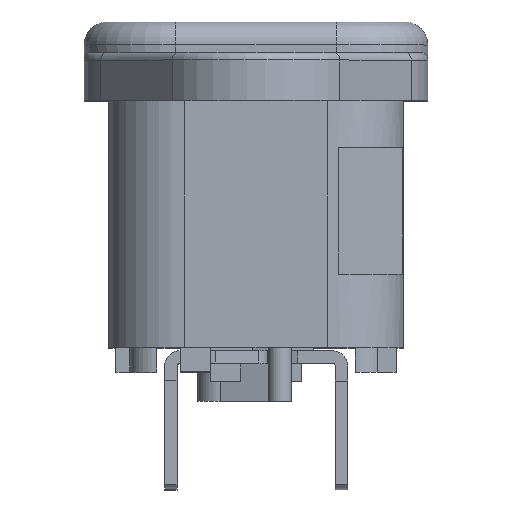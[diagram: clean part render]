
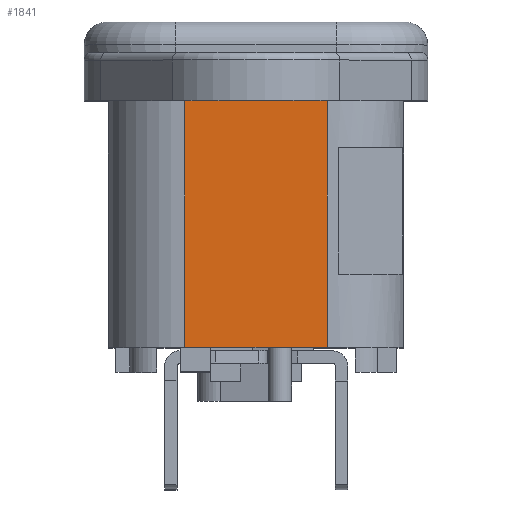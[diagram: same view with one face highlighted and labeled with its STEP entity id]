
A CAD part, top view. The second image highlights one B-rep face of the part: STEP entity #1841.
In plain terms, the highlighted planar face has unit normal (0, 0, 1).
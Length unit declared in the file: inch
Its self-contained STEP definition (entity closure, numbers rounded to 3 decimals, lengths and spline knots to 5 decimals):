
#48 = VERTEX_POINT ( 'NONE', #6502 ) ;
#123 = EDGE_CURVE ( 'NONE', #7669, #8324, #8579, .T. ) ;
#442 = EDGE_CURVE ( 'NONE', #7669, #3107, #1474, .T. ) ;
#475 = CARTESIAN_POINT ( 'NONE',  ( -0.18366, 0.63583, 0.52992 ) ) ;
#860 = CARTESIAN_POINT ( 'NONE',  ( -0.18366, 0., 0.52992 ) ) ;
#1005 = DIRECTION ( 'NONE',  ( 0., 1., 0. ) ) ;
#1474 = LINE ( 'NONE', #5741, #6893 ) ;
#1487 = VECTOR ( 'NONE', #2984, 39.37008 ) ;
#1728 = DIRECTION ( 'NONE',  ( 0., 0., 1. ) ) ;
#1841 = ADVANCED_FACE ( 'NONE', ( #8334 ), #7670, .T. ) ;
#1910 = EDGE_LOOP ( 'NONE', ( #3565, #2593, #5673, #6570 ) ) ;
#2593 = ORIENTED_EDGE ( 'NONE', *, *, #442, .T. ) ;
#2751 = VECTOR ( 'NONE', #7676, 39.37008 ) ;
#2984 = DIRECTION ( 'NONE',  ( 1., 0., 0. ) ) ;
#3107 = VERTEX_POINT ( 'NONE', #7506 ) ;
#3565 = ORIENTED_EDGE ( 'NONE', *, *, #123, .F. ) ;
#4237 = EDGE_CURVE ( 'NONE', #8324, #48, #7940, .T. ) ;
#5054 = CARTESIAN_POINT ( 'NONE',  ( 0.18366, 0., 0.52992 ) ) ;
#5104 = LINE ( 'NONE', #5054, #2751 ) ;
#5673 = ORIENTED_EDGE ( 'NONE', *, *, #7391, .T. ) ;
#5741 = CARTESIAN_POINT ( 'NONE',  ( -0.18366, 0., 0.52992 ) ) ;
#6502 = CARTESIAN_POINT ( 'NONE',  ( 0.18366, 0.63583, 0.52992 ) ) ;
#6570 = ORIENTED_EDGE ( 'NONE', *, *, #4237, .F. ) ;
#6845 = DIRECTION ( 'NONE',  ( 1., 0., 0. ) ) ;
#6884 = CARTESIAN_POINT ( 'NONE',  ( -0.18366, 0., 0.52992 ) ) ;
#6893 = VECTOR ( 'NONE', #7529, 39.37008 ) ;
#7391 = EDGE_CURVE ( 'NONE', #3107, #48, #5104, .T. ) ;
#7506 = CARTESIAN_POINT ( 'NONE',  ( 0.18366, 0., 0.52992 ) ) ;
#7529 = DIRECTION ( 'NONE',  ( 1., 0., 0. ) ) ;
#7669 = VERTEX_POINT ( 'NONE', #10670 ) ;
#7670 = PLANE ( 'NONE',  #9629 ) ;
#7676 = DIRECTION ( 'NONE',  ( 0., 1., 0. ) ) ;
#7940 = LINE ( 'NONE', #475, #1487 ) ;
#8324 = VERTEX_POINT ( 'NONE', #9969 ) ;
#8334 = FACE_OUTER_BOUND ( 'NONE', #1910, .T. ) ;
#8579 = LINE ( 'NONE', #6884, #8799 ) ;
#8799 = VECTOR ( 'NONE', #1005, 39.37008 ) ;
#9629 = AXIS2_PLACEMENT_3D ( 'NONE', #860, #1728, #6845 ) ;
#9969 = CARTESIAN_POINT ( 'NONE',  ( -0.18366, 0.63583, 0.52992 ) ) ;
#10670 = CARTESIAN_POINT ( 'NONE',  ( -0.18366, 0., 0.52992 ) ) ;
